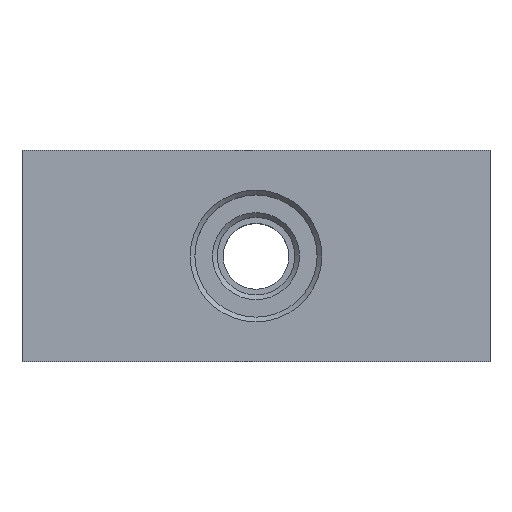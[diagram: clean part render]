
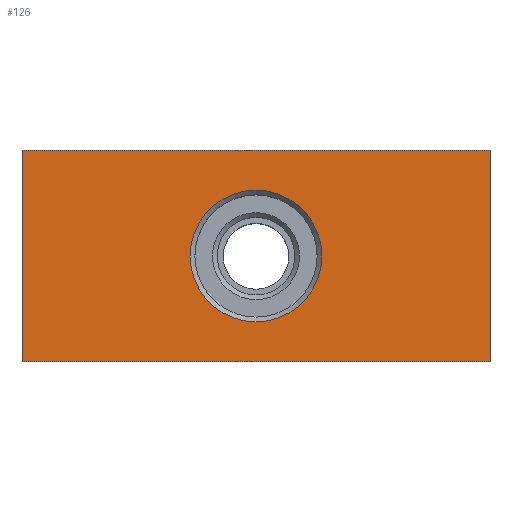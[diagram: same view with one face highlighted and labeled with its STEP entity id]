
A CAD part, top view. The second image highlights one B-rep face of the part: STEP entity #126.
In plain terms, the highlighted planar face has unit normal (0, 0, 1).
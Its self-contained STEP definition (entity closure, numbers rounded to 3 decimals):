
#126 = ADVANCED_FACE( '', ( #246, #247 ), #248, .F. );
#246 = FACE_BOUND( '', #366, .T. );
#247 = FACE_OUTER_BOUND( '', #367, .T. );
#248 = PLANE( '', #368 );
#366 = EDGE_LOOP( '', ( #546 ) );
#367 = EDGE_LOOP( '', ( #547, #548, #549, #550 ) );
#368 = AXIS2_PLACEMENT_3D( '', #551, #552, #553 );
#546 = ORIENTED_EDGE( '', *, *, #729, .T. );
#547 = ORIENTED_EDGE( '', *, *, #769, .T. );
#548 = ORIENTED_EDGE( '', *, *, #770, .F. );
#549 = ORIENTED_EDGE( '', *, *, #771, .F. );
#550 = ORIENTED_EDGE( '', *, *, #739, .T. );
#551 = CARTESIAN_POINT( '', ( 49.75, -22.5, 16.45 ) );
#552 = DIRECTION( '', ( 0., 0., -1. ) );
#553 = DIRECTION( '', ( -1., 0., 0. ) );
#729 = EDGE_CURVE( '', #857, #857, #858, .T. );
#739 = EDGE_CURVE( '', #874, #872, #875, .T. );
#769 = EDGE_CURVE( '', #872, #919, #920, .T. );
#770 = EDGE_CURVE( '', #921, #919, #922, .T. );
#771 = EDGE_CURVE( '', #874, #921, #923, .T. );
#857 = VERTEX_POINT( '', #1035 );
#858 = CIRCLE( '', #1036, 14. );
#872 = VERTEX_POINT( '', #1052 );
#874 = VERTEX_POINT( '', #1055 );
#875 = LINE( '', #1056, #1057 );
#919 = VERTEX_POINT( '', #1122 );
#920 = LINE( '', #1123, #1124 );
#921 = VERTEX_POINT( '', #1125 );
#922 = LINE( '', #1126, #1127 );
#923 = LINE( '', #1128, #1129 );
#1035 = CARTESIAN_POINT( '', ( -14., 0., 16.45 ) );
#1036 = AXIS2_PLACEMENT_3D( '', #1216, #1217, #1218 );
#1052 = CARTESIAN_POINT( '', ( 49.75, 22.5, 16.45 ) );
#1055 = CARTESIAN_POINT( '', ( 49.75, -22.5, 16.45 ) );
#1056 = CARTESIAN_POINT( '', ( 49.75, -22.5, 16.45 ) );
#1057 = VECTOR( '', #1231, 1000. );
#1122 = CARTESIAN_POINT( '', ( -49.75, 22.5, 16.45 ) );
#1123 = CARTESIAN_POINT( '', ( 49.75, 22.5, 16.45 ) );
#1124 = VECTOR( '', #1256, 1000. );
#1125 = CARTESIAN_POINT( '', ( -49.75, -22.5, 16.45 ) );
#1126 = CARTESIAN_POINT( '', ( -49.75, -22.5, 16.45 ) );
#1127 = VECTOR( '', #1257, 1000. );
#1128 = CARTESIAN_POINT( '', ( 49.75, -22.5, 16.45 ) );
#1129 = VECTOR( '', #1258, 1000. );
#1216 = CARTESIAN_POINT( '', ( 0., 0., 16.45 ) );
#1217 = DIRECTION( '', ( 0., 0., -1. ) );
#1218 = DIRECTION( '', ( -1., 0., 0. ) );
#1231 = DIRECTION( '', ( 0., 1., 0. ) );
#1256 = DIRECTION( '', ( -1., 0., 0. ) );
#1257 = DIRECTION( '', ( 0., 1., 0. ) );
#1258 = DIRECTION( '', ( -1., 0., 0. ) );
